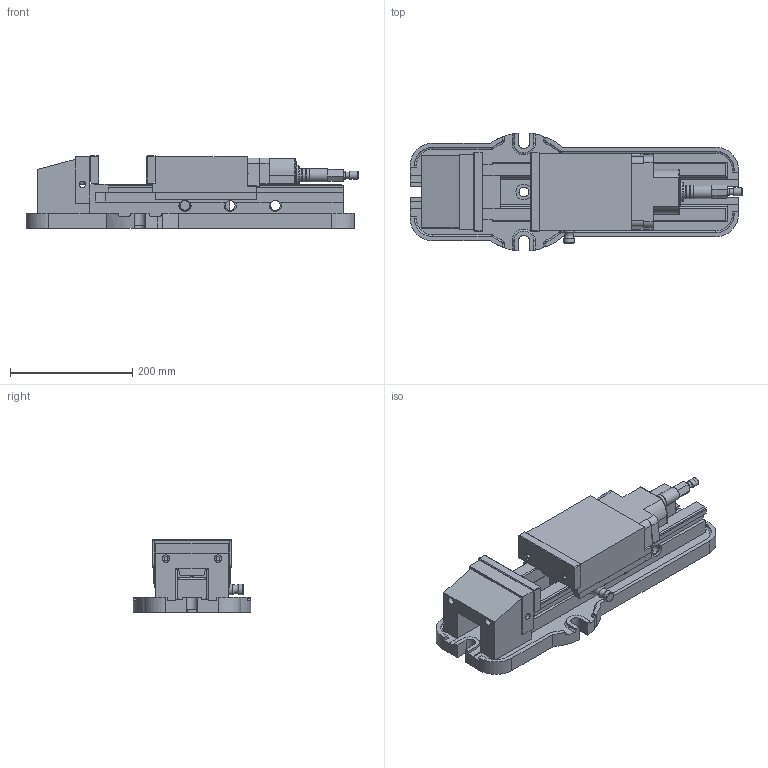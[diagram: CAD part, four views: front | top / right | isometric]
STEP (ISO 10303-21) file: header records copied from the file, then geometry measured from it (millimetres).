
FILE_DESCRIPTION(/* description */ (''),/* implementation_level */ '2;1');
FILE_NAME(/* name */ '1MPP125NA0101.stp',/* time_stamp */ '2020-03-17T11:11:35+08:00',/* author */ ('AUTOWELL002'),/* organization */ (''),/* preprocessor_version */ 'ST-DEVELOPER v17',/* originating_system */ 'Autodesk Inventor 2019',/* authorisation */ '');
FILE_SCHEMA (('AUTOMOTIVE_DESIGN { 1 0 10303 214 3 1 1 }'));
Length unit declared in the file: millimetre
Products named in the file (1): 1MPP125NA0101
Bounding box: 543.89 x 193.16 x 119 mm (x, y, z)
Volume: 4389442.4 mm3; surface area: 592391.9 mm2
Topology: 7 solids, 46 shells, 1074 faces, 2872 edges, 1908 vertices
Faces by surface type: plane 571, cylinder 304, cone 144, torus 53, sphere 2
Full cylindrical faces by diameter (mm): 2.459 x2, 2.5 x1, 2.8 x1, 4.15 x1, 5 x11, 5.1 x1, 5.2 x8, 5.4 x1, 6 x9, 6.401 x2, 6.5 x6, 6.8 x8, 7 x2, 8 x7, 8.5 x1, 9 x10, 9.8 x1, 10 x15, 10.5 x1, 10.592 x2, 10.8 x8, 11 x3, 12 x5, 12.3 x2, 12.7 x1, 13 x9, 14 x7, 14.5 x2, 16 x11, 17 x2
Entity records: 35362 total; most frequent: CARTESIAN_POINT 6806, DIRECTION 5898, ORIENTED_EDGE 5660, EDGE_CURVE 2830, AXIS2_PLACEMENT_3D 2176, VERTEX_POINT 1908, LINE 1546, VECTOR 1546
